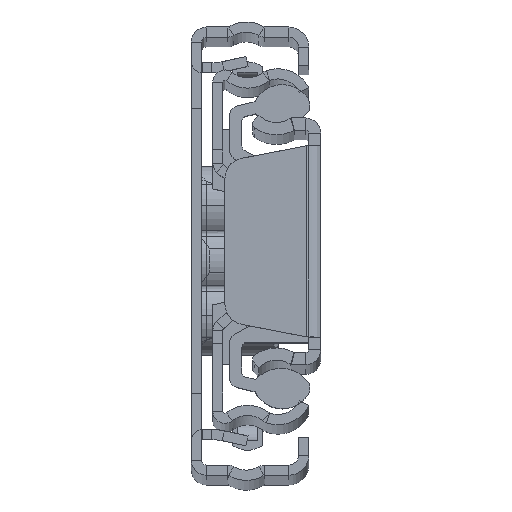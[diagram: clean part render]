
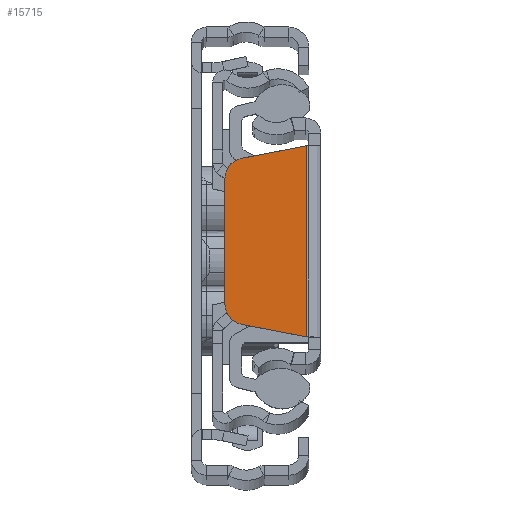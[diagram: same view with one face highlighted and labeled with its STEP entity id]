
A CAD part, top view. The second image highlights one B-rep face of the part: STEP entity #15715.
In plain terms, the highlighted planar face has unit normal (0, 0, 1).
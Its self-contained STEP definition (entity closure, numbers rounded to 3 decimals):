
#1258 = EDGE_CURVE ( 'NONE', #22836, #12036, #16610, .T. ) ;
#1842 = FACE_OUTER_BOUND ( 'NONE', #17661, .T. ) ;
#2441 = CARTESIAN_POINT ( 'NONE',  ( -9.401, 6.183, 0. ) ) ;
#3837 = LINE ( 'NONE', #16754, #15794 ) ;
#3862 = CARTESIAN_POINT ( 'NONE',  ( -1.786, -9.298, 0. ) ) ;
#4437 = DIRECTION ( 'NONE',  ( -1., 0., 0. ) ) ;
#4525 = CARTESIAN_POINT ( 'NONE',  ( -1.786, 9.298, 0. ) ) ;
#4611 = CARTESIAN_POINT ( 'NONE',  ( -7.401, -6.183, 0. ) ) ;
#4729 = ORIENTED_EDGE ( 'NONE', *, *, #18550, .T. ) ;
#5401 = LINE ( 'NONE', #3862, #21478 ) ;
#5811 = DIRECTION ( 'NONE',  ( 0., -1., 0. ) ) ;
#5849 = DIRECTION ( 'NONE',  ( 0., 0., -1. ) ) ;
#6078 = CARTESIAN_POINT ( 'NONE',  ( -7.778, 8.147, 0. ) ) ;
#6194 = LINE ( 'NONE', #4525, #14278 ) ;
#6330 = CARTESIAN_POINT ( 'NONE',  ( -7.401, 6.183, 0. ) ) ;
#7593 = CARTESIAN_POINT ( 'NONE',  ( -9.401, 0., 0. ) ) ;
#7847 = DIRECTION ( 'NONE',  ( -0.982, -0.189, 0. ) ) ;
#7924 = CARTESIAN_POINT ( 'NONE',  ( -1.36, 9.379, 0. ) ) ;
#8299 = CIRCLE ( 'NONE', #16272, 2. ) ;
#9078 = PLANE ( 'NONE',  #15969 ) ;
#9639 = VERTEX_POINT ( 'NONE', #19576 ) ;
#10128 = DIRECTION ( 'NONE',  ( 0., 0., 1. ) ) ;
#10676 = VERTEX_POINT ( 'NONE', #6078 ) ;
#10854 = AXIS2_PLACEMENT_3D ( 'NONE', #6330, #10128, #4437 ) ;
#11058 = VERTEX_POINT ( 'NONE', #20870 ) ;
#11095 = DIRECTION ( 'NONE',  ( 0.982, -0.189, 0. ) ) ;
#11454 = VERTEX_POINT ( 'NONE', #7924 ) ;
#11865 = ORIENTED_EDGE ( 'NONE', *, *, #18476, .F. ) ;
#12036 = VERTEX_POINT ( 'NONE', #19269 ) ;
#12085 = DIRECTION ( 'NONE',  ( -1., 0., 0. ) ) ;
#14278 = VECTOR ( 'NONE', #7847, 1000. ) ;
#15715 = ADVANCED_FACE ( 'NONE', ( #1842 ), #9078, .F. ) ;
#15794 = VECTOR ( 'NONE', #16301, 1000. ) ;
#15969 = AXIS2_PLACEMENT_3D ( 'NONE', #16657, #5849, #22012 ) ;
#16272 = AXIS2_PLACEMENT_3D ( 'NONE', #4611, #21342, #12085 ) ;
#16301 = DIRECTION ( 'NONE',  ( 0., -1., 0. ) ) ;
#16610 = LINE ( 'NONE', #7593, #21246 ) ;
#16657 = CARTESIAN_POINT ( 'NONE',  ( 0., 0., 0. ) ) ;
#16754 = CARTESIAN_POINT ( 'NONE',  ( -1.36, -9.379, 0. ) ) ;
#16891 = ORIENTED_EDGE ( 'NONE', *, *, #17003, .T. ) ;
#17003 = EDGE_CURVE ( 'NONE', #11058, #9639, #5401, .T. ) ;
#17661 = EDGE_LOOP ( 'NONE', ( #22695, #17942, #16891, #11865, #4729, #21741 ) ) ;
#17942 = ORIENTED_EDGE ( 'NONE', *, *, #20739, .T. ) ;
#18283 = EDGE_CURVE ( 'NONE', #10676, #22836, #23359, .T. ) ;
#18476 = EDGE_CURVE ( 'NONE', #11454, #9639, #3837, .T. ) ;
#18550 = EDGE_CURVE ( 'NONE', #11454, #10676, #6194, .T. ) ;
#19269 = CARTESIAN_POINT ( 'NONE',  ( -9.401, -6.183, 0. ) ) ;
#19576 = CARTESIAN_POINT ( 'NONE',  ( -1.36, -9.379, 0. ) ) ;
#20739 = EDGE_CURVE ( 'NONE', #12036, #11058, #8299, .T. ) ;
#20870 = CARTESIAN_POINT ( 'NONE',  ( -7.778, -8.147, 0. ) ) ;
#21246 = VECTOR ( 'NONE', #5811, 1000. ) ;
#21342 = DIRECTION ( 'NONE',  ( 0., 0., 1. ) ) ;
#21478 = VECTOR ( 'NONE', #11095, 1000. ) ;
#21741 = ORIENTED_EDGE ( 'NONE', *, *, #18283, .T. ) ;
#22012 = DIRECTION ( 'NONE',  ( -1., 0., 0. ) ) ;
#22695 = ORIENTED_EDGE ( 'NONE', *, *, #1258, .T. ) ;
#22836 = VERTEX_POINT ( 'NONE', #2441 ) ;
#23359 = CIRCLE ( 'NONE', #10854, 2. ) ;
